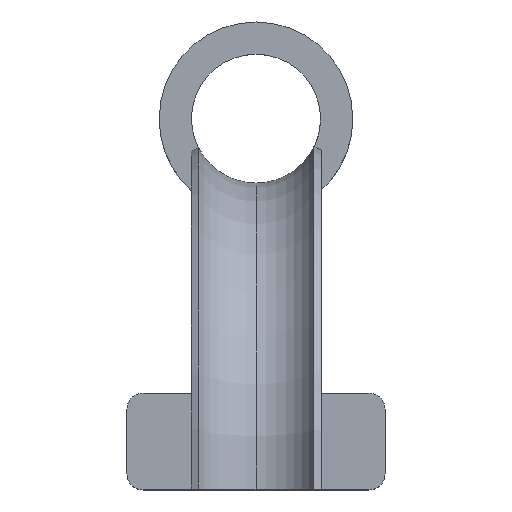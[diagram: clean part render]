
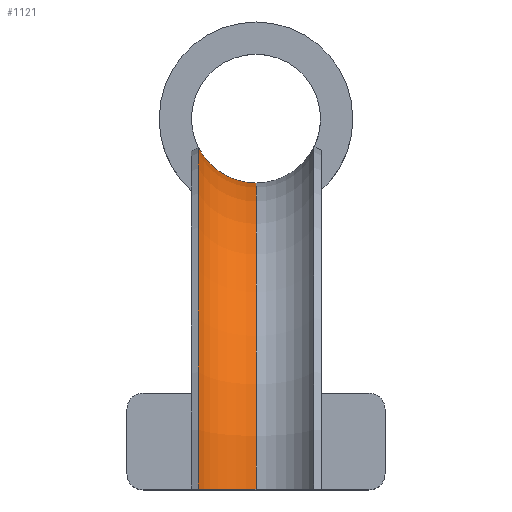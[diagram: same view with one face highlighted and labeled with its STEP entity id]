
A CAD part, top view. The second image highlights one B-rep face of the part: STEP entity #1121.
In plain terms, the highlighted toroidal (fillet/blend) face has major radius 115 mm and minor radius 20 mm.
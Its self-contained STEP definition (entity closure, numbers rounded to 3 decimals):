
#143 = DIRECTION ( 'NONE',  ( -1., 0., 0. ) ) ;
#218 = CIRCLE ( 'NONE', #822, 20. ) ;
#221 = ORIENTED_EDGE ( 'NONE', *, *, #1242, .F. ) ;
#244 = AXIS2_PLACEMENT_3D ( 'NONE', #435, #864, #1288 ) ;
#289 = ORIENTED_EDGE ( 'NONE', *, *, #702, .T. ) ;
#335 = CARTESIAN_POINT ( 'NONE',  ( 0., -115., 95. ) ) ;
#354 = DIRECTION ( 'NONE',  ( 0., 0., 1. ) ) ;
#361 = CARTESIAN_POINT ( 'NONE',  ( -17.841, -115., 0. ) ) ;
#435 = CARTESIAN_POINT ( 'NONE',  ( 0., 0., 0. ) ) ;
#496 = CARTESIAN_POINT ( 'NONE',  ( 0., -115., 115. ) ) ;
#564 = DIRECTION ( 'NONE',  ( 0., 0., 1. ) ) ;
#683 = CIRCLE ( 'NONE', #1289, 95. ) ;
#702 = EDGE_CURVE ( 'NONE', #1043, #842, #683, .T. ) ;
#749 = CIRCLE ( 'NONE', #1351, 105.962 ) ;
#763 = EDGE_CURVE ( 'NONE', #917, #994, #749, .T. ) ;
#792 = DIRECTION ( 'NONE',  ( -1., 0., 0. ) ) ;
#802 = AXIS2_PLACEMENT_3D ( 'NONE', #886, #1311, #354 ) ;
#822 = AXIS2_PLACEMENT_3D ( 'NONE', #496, #919, #1343 ) ;
#834 = CARTESIAN_POINT ( 'NONE',  ( -17.841, -115., 105.962 ) ) ;
#842 = VERTEX_POINT ( 'NONE', #1031 ) ;
#861 = ORIENTED_EDGE ( 'NONE', *, *, #763, .F. ) ;
#864 = DIRECTION ( 'NONE',  ( 0., 0., -1. ) ) ;
#886 = CARTESIAN_POINT ( 'NONE',  ( 0., -115., 0. ) ) ;
#917 = VERTEX_POINT ( 'NONE', #834 ) ;
#919 = DIRECTION ( 'NONE',  ( 0., 1., 0. ) ) ;
#974 = EDGE_LOOP ( 'NONE', ( #221, #289, #1004, #861 ) ) ;
#978 = TOROIDAL_SURFACE ( 'NONE', #802, 115., 20. ) ;
#988 = FACE_OUTER_BOUND ( 'NONE', #974, .T. ) ;
#994 = VERTEX_POINT ( 'NONE', #1063 ) ;
#1004 = ORIENTED_EDGE ( 'NONE', *, *, #1365, .T. ) ;
#1025 = CIRCLE ( 'NONE', #244, 20. ) ;
#1031 = CARTESIAN_POINT ( 'NONE',  ( 0., -20., 0. ) ) ;
#1043 = VERTEX_POINT ( 'NONE', #335 ) ;
#1063 = CARTESIAN_POINT ( 'NONE',  ( -17.841, -9.038, 0. ) ) ;
#1100 = CARTESIAN_POINT ( 'NONE',  ( 0., -115., 0. ) ) ;
#1121 = ADVANCED_FACE ( 'NONE', ( #988 ), #978, .F. ) ;
#1217 = DIRECTION ( 'NONE',  ( 0., 0., 1. ) ) ;
#1242 = EDGE_CURVE ( 'NONE', #1043, #917, #218, .T. ) ;
#1288 = DIRECTION ( 'NONE',  ( 1., 0., 0. ) ) ;
#1289 = AXIS2_PLACEMENT_3D ( 'NONE', #1100, #143, #564 ) ;
#1311 = DIRECTION ( 'NONE',  ( -1., 0., 0. ) ) ;
#1343 = DIRECTION ( 'NONE',  ( 1., 0., 0. ) ) ;
#1351 = AXIS2_PLACEMENT_3D ( 'NONE', #361, #792, #1217 ) ;
#1365 = EDGE_CURVE ( 'NONE', #842, #994, #1025, .T. ) ;
